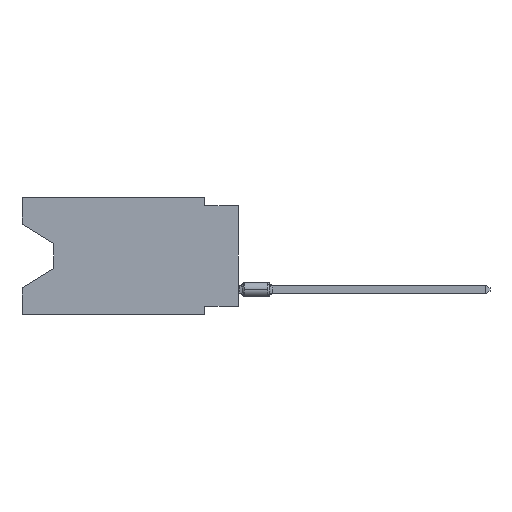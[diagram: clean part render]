
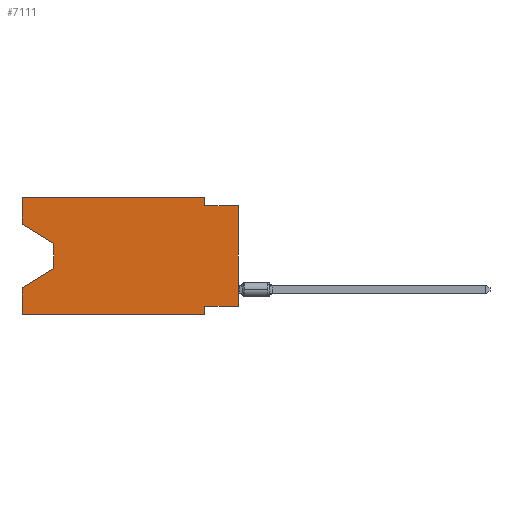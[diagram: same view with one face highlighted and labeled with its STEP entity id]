
A CAD part, left-side view. The second image highlights one B-rep face of the part: STEP entity #7111.
In plain terms, the highlighted planar face has unit normal (-1, 0, 0).
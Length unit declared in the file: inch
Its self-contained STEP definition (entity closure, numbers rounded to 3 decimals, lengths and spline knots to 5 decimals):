
#28 = EDGE_CURVE ( 'NONE', #9846, #10944, #11769, .T. ) ;
#29 = VECTOR ( 'NONE', #10428, 39.37008 ) ;
#130 = CARTESIAN_POINT ( 'NONE',  ( 0., 0.645, 0. ) ) ;
#285 = CARTESIAN_POINT ( 'NONE',  ( 0., 0.645, 0. ) ) ;
#550 = VECTOR ( 'NONE', #18319, 39.37008 ) ;
#1030 = EDGE_CURVE ( 'NONE', #12495, #10352, #15278, .T. ) ;
#1073 = VERTEX_POINT ( 'NONE', #7621 ) ;
#1302 = CARTESIAN_POINT ( 'NONE',  ( 0., 0., 0. ) ) ;
#1623 = ORIENTED_EDGE ( 'NONE', *, *, #27164, .F. ) ;
#1841 = VECTOR ( 'NONE', #26680, 39.37008 ) ;
#1869 = EDGE_CURVE ( 'NONE', #9832, #2853, #10617, .T. ) ;
#1892 = ORIENTED_EDGE ( 'NONE', *, *, #23942, .F. ) ;
#1978 = LINE ( 'NONE', #10289, #29 ) ;
#2354 = LINE ( 'NONE', #285, #21911 ) ;
#2853 = VERTEX_POINT ( 'NONE', #22843 ) ;
#3200 = LINE ( 'NONE', #3477, #550 ) ;
#3477 = CARTESIAN_POINT ( 'NONE',  ( 0., 0.1, -0.35 ) ) ;
#3545 = EDGE_CURVE ( 'NONE', #21622, #21313, #9663, .T. ) ;
#4130 = CARTESIAN_POINT ( 'NONE',  ( 0., 0.645, 0. ) ) ;
#4788 = CARTESIAN_POINT ( 'NONE',  ( 0., 0.645, -0.35 ) ) ;
#5049 = CARTESIAN_POINT ( 'NONE',  ( 0., 0.645, -0.08025 ) ) ;
#5333 = CARTESIAN_POINT ( 'NONE',  ( 0., 0.645, -0.35 ) ) ;
#5696 = ORIENTED_EDGE ( 'NONE', *, *, #24202, .F. ) ;
#6540 = VECTOR ( 'NONE', #11651, 39.37008 ) ;
#7111 = ADVANCED_FACE ( 'NONE', ( #25489 ), #21061, .F. ) ;
#7266 = DIRECTION ( 'NONE',  ( 0., -0.855, -0.519 ) ) ;
#7614 = LINE ( 'NONE', #24537, #25982 ) ;
#7621 = CARTESIAN_POINT ( 'NONE',  ( 0., 0.645, -0.08025 ) ) ;
#7819 = VERTEX_POINT ( 'NONE', #20695 ) ;
#8032 = LINE ( 'NONE', #12615, #17815 ) ;
#8227 = EDGE_CURVE ( 'NONE', #7819, #20112, #7614, .T. ) ;
#8480 = CARTESIAN_POINT ( 'NONE',  ( 0., 0.55, -0.138 ) ) ;
#8645 = CARTESIAN_POINT ( 'NONE',  ( 0., 0.1, -0.325 ) ) ;
#9377 = ORIENTED_EDGE ( 'NONE', *, *, #1869, .T. ) ;
#9537 = DIRECTION ( 'NONE',  ( 0., -1., 0. ) ) ;
#9663 = LINE ( 'NONE', #15794, #23060 ) ;
#9832 = VERTEX_POINT ( 'NONE', #5333 ) ;
#9846 = VERTEX_POINT ( 'NONE', #19893 ) ;
#9859 = VERTEX_POINT ( 'NONE', #20032 ) ;
#9991 = ORIENTED_EDGE ( 'NONE', *, *, #17235, .T. ) ;
#10078 = DIRECTION ( 'NONE',  ( 0., 0., -1. ) ) ;
#10249 = ORIENTED_EDGE ( 'NONE', *, *, #3545, .T. ) ;
#10289 = CARTESIAN_POINT ( 'NONE',  ( 0., 0.55, -0.212 ) ) ;
#10352 = VERTEX_POINT ( 'NONE', #19609 ) ;
#10428 = DIRECTION ( 'NONE',  ( 0., 0.855, -0.519 ) ) ;
#10617 = LINE ( 'NONE', #4788, #10835 ) ;
#10835 = VECTOR ( 'NONE', #10896, 39.37008 ) ;
#10896 = DIRECTION ( 'NONE',  ( 0., -1., 0. ) ) ;
#10944 = VERTEX_POINT ( 'NONE', #19377 ) ;
#11200 = LINE ( 'NONE', #130, #21826 ) ;
#11651 = DIRECTION ( 'NONE',  ( 0., -1., 0. ) ) ;
#11769 = LINE ( 'NONE', #20234, #23752 ) ;
#11937 = AXIS2_PLACEMENT_3D ( 'NONE', #4130, #16638, #12191 ) ;
#12191 = DIRECTION ( 'NONE',  ( 0., 0., -1. ) ) ;
#12495 = VERTEX_POINT ( 'NONE', #21146 ) ;
#12615 = CARTESIAN_POINT ( 'NONE',  ( 0., 0.1, 0. ) ) ;
#12964 = EDGE_CURVE ( 'NONE', #21313, #9859, #1978, .T. ) ;
#13027 = DIRECTION ( 'NONE',  ( 0., 0., 1. ) ) ;
#14011 = DIRECTION ( 'NONE',  ( 0., 1., 0. ) ) ;
#15278 = LINE ( 'NONE', #21645, #6540 ) ;
#15794 = CARTESIAN_POINT ( 'NONE',  ( 0., 0.55, -0.138 ) ) ;
#16123 = VECTOR ( 'NONE', #7266, 39.37008 ) ;
#16638 = DIRECTION ( 'NONE',  ( 1., 0., 0. ) ) ;
#17235 = EDGE_CURVE ( 'NONE', #1073, #21622, #25856, .T. ) ;
#17783 = ORIENTED_EDGE ( 'NONE', *, *, #8227, .F. ) ;
#17815 = VECTOR ( 'NONE', #22877, 39.37008 ) ;
#18319 = DIRECTION ( 'NONE',  ( 0., 0., -1. ) ) ;
#18633 = LINE ( 'NONE', #1302, #1841 ) ;
#18664 = CARTESIAN_POINT ( 'NONE',  ( 0., 0.55, -0.212 ) ) ;
#19377 = CARTESIAN_POINT ( 'NONE',  ( 0., 0., -0.025 ) ) ;
#19529 = DIRECTION ( 'NONE',  ( 0., 0., 1. ) ) ;
#19609 = CARTESIAN_POINT ( 'NONE',  ( 0., 0.1, 0. ) ) ;
#19893 = CARTESIAN_POINT ( 'NONE',  ( 0., 0.1, -0.025 ) ) ;
#20032 = CARTESIAN_POINT ( 'NONE',  ( 0., 0.645, -0.26975 ) ) ;
#20112 = VERTEX_POINT ( 'NONE', #8645 ) ;
#20234 = CARTESIAN_POINT ( 'NONE',  ( 0., 0., -0.025 ) ) ;
#20695 = CARTESIAN_POINT ( 'NONE',  ( 0., 0., -0.325 ) ) ;
#21061 = PLANE ( 'NONE',  #11937 ) ;
#21146 = CARTESIAN_POINT ( 'NONE',  ( 0., 0.645, 0. ) ) ;
#21313 = VERTEX_POINT ( 'NONE', #18664 ) ;
#21622 = VERTEX_POINT ( 'NONE', #8480 ) ;
#21645 = CARTESIAN_POINT ( 'NONE',  ( 0., 0.645, 0. ) ) ;
#21826 = VECTOR ( 'NONE', #19529, 39.37008 ) ;
#21911 = VECTOR ( 'NONE', #13027, 39.37008 ) ;
#22738 = EDGE_CURVE ( 'NONE', #7819, #10944, #18633, .T. ) ;
#22801 = EDGE_LOOP ( 'NONE', ( #9991, #10249, #26175, #1623, #9377, #1892, #17783, #25575, #25157, #22999, #24238, #5696 ) ) ;
#22843 = CARTESIAN_POINT ( 'NONE',  ( 0., 0.1, -0.35 ) ) ;
#22877 = DIRECTION ( 'NONE',  ( 0., 0., -1. ) ) ;
#22999 = ORIENTED_EDGE ( 'NONE', *, *, #24107, .F. ) ;
#23060 = VECTOR ( 'NONE', #10078, 39.37008 ) ;
#23752 = VECTOR ( 'NONE', #9537, 39.37008 ) ;
#23942 = EDGE_CURVE ( 'NONE', #20112, #2853, #3200, .T. ) ;
#24107 = EDGE_CURVE ( 'NONE', #10352, #9846, #8032, .T. ) ;
#24202 = EDGE_CURVE ( 'NONE', #1073, #12495, #11200, .T. ) ;
#24238 = ORIENTED_EDGE ( 'NONE', *, *, #1030, .F. ) ;
#24537 = CARTESIAN_POINT ( 'NONE',  ( 0., 0., -0.325 ) ) ;
#25157 = ORIENTED_EDGE ( 'NONE', *, *, #28, .F. ) ;
#25489 = FACE_OUTER_BOUND ( 'NONE', #22801, .T. ) ;
#25575 = ORIENTED_EDGE ( 'NONE', *, *, #22738, .T. ) ;
#25856 = LINE ( 'NONE', #5049, #16123 ) ;
#25982 = VECTOR ( 'NONE', #14011, 39.37008 ) ;
#26175 = ORIENTED_EDGE ( 'NONE', *, *, #12964, .T. ) ;
#26680 = DIRECTION ( 'NONE',  ( 0., 0., 1. ) ) ;
#27164 = EDGE_CURVE ( 'NONE', #9832, #9859, #2354, .T. ) ;
